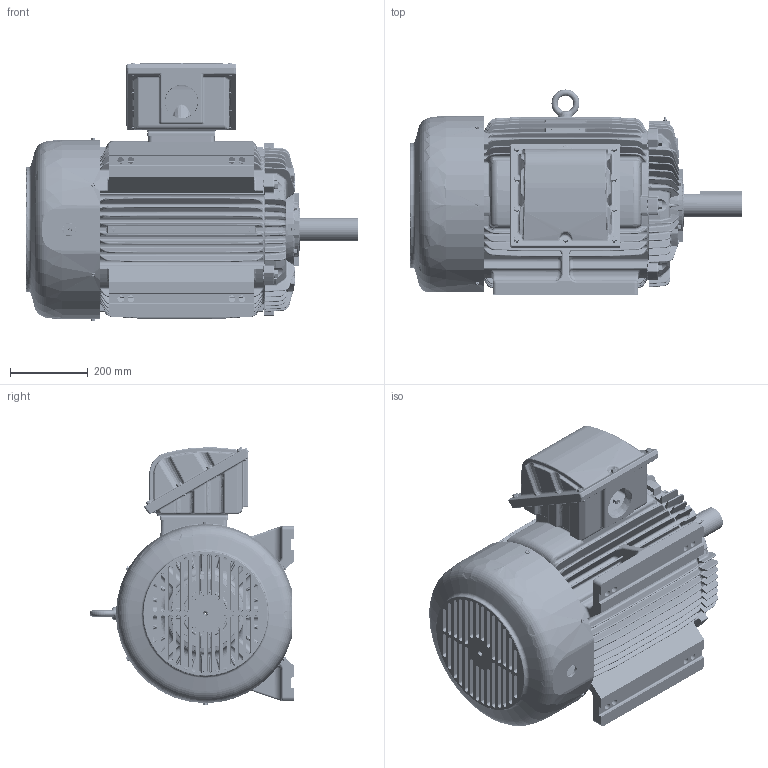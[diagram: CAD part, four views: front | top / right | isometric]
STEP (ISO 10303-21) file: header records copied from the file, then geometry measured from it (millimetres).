
FILE_DESCRIPTION(('CATIA V5 STEP Exchange'),'2;1');
FILE_NAME('31043A287--AEHHXU-364T.stp','2017-09-18T00:36:57+00:00',('none'),('none'),'Version 5-6 Release 2012','CATIA V5 STEP AP203','none');
FILE_SCHEMA(('CONFIG_CONTROL_DESIGN'));
Length unit declared in the file: millimetre
Products named in the file (1): 31043A287--AEHHXU-364T
Bounding box: 854.15 x 527.2 x 662.91 mm (x, y, z)
Volume: 29946242.5 mm3; surface area: 4667537.9 mm2
Topology: 10 solids, 57 shells, 9291 faces, 25255 edges, 15512 vertices
Faces by surface type: bspline 3777, cylinder 1864, plane 1540, cone 897, torus 784, sphere 401, revolution 28
Entity records: 403000 total; most frequent: CARTESIAN_POINT 223632, ORIENTED_EDGE 49164, EDGE_CURVE 24582, DIRECTION 20824, VERTEX_POINT 15512, AXIS2_PLACEMENT_3D 10221, EDGE_LOOP 9620, ADVANCED_FACE 9291
